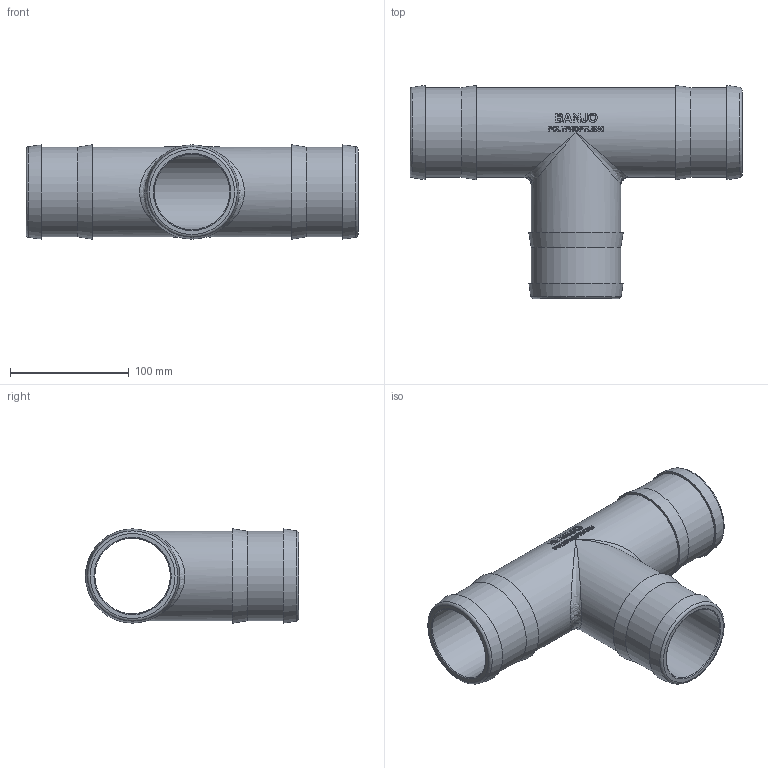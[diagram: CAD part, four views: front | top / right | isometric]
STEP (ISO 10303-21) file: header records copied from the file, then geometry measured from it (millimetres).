
FILE_DESCRIPTION(/* description */ ('3" Hose Barb Tee'),/* implementation_level */ '2;1');
FILE_NAME(/* name */ 'HBT300.stp',/* time_stamp */ '2016-12-05T15:02:45-05:00',/* author */ ('Aaron'),/* organization */ (''),/* preprocessor_version */ 'ST-DEVELOPER v16.5',/* originating_system */ 'Autodesk Inventor 2017',/* authorisation */ '');
FILE_SCHEMA (('AUTOMOTIVE_DESIGN { 1 0 10303 214 3 1 1 }'));
Length unit declared in the file: inch
Products named in the file (1): HBT300
Bounding box: 279.4 x 179.39 x 79.38 mm (x, y, z)
Volume: 506642.9 mm3; surface area: 170350.9 mm2
Topology: 1 solids, 1 shells, 367 faces, 955 edges, 631 vertices
Faces by surface type: plane 158, bspline 152, cylinder 45, torus 6, cone 6
Full cylindrical faces by diameter (mm): 63.5 x2, 75.438 x5
Entity records: 30939 total; most frequent: CARTESIAN_POINT 22831, ORIENTED_EDGE 1860, DIRECTION 1241, EDGE_CURVE 930, VERTEX_POINT 629, LINE 467, VECTOR 467, EDGE_LOOP 435
